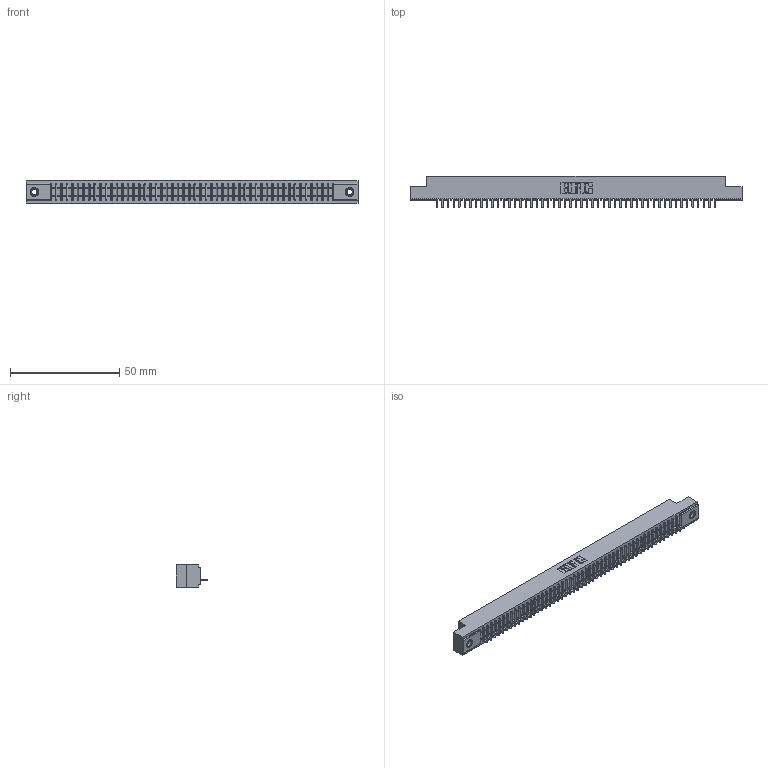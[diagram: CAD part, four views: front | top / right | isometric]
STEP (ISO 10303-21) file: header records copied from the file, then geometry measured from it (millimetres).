
FILE_DESCRIPTION (( 'STEP AP203' ), '1' );
FILE_NAME ('391-051-520-107.STEP', '2018-08-09T05:32:32', ( '' ), ( '' ), 'SwSTEP 2.0', 'SolidWorks 2016', '' );
FILE_SCHEMA (( 'CONFIG_CONTROL_DESIGN' ));
Length unit declared in the file: inch
Products named in the file (4): 345-250-001_345-250-005-103; 391-051-520-107; 341 Part_.156 (3.96) Dia Mounting Holes; 341-292-001_341-292-120
Assembly tree (54 placements, depth 2):
  391-051-520-107
    341 Part_.156 (3.96) Dia Mounting Holes
    341-292-001_341-292-120  x51
    345-250-001_345-250-005-103  x2
Bounding box: 151.76 x 14.27 x 10.16 mm (x, y, z)
Volume: 10838.5 mm3; surface area: 16971.7 mm2
Topology: 54 solids, 54 shells, 4358 faces, 12539 edges, 8042 vertices
Faces by surface type: plane 2701, cylinder 1437, sphere 104, torus 104, cone 12
Entity records: 60075 total; most frequent: CARTESIAN_POINT 10189, ORIENTED_EDGE 10170, DIRECTION 9839, EDGE_CURVE 5085, LINE 4115, VECTOR 4115, VERTEX_POINT 3212, AXIS2_PLACEMENT_3D 2862
